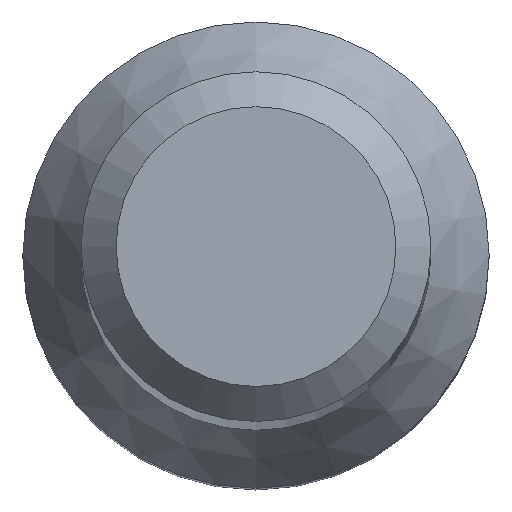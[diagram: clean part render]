
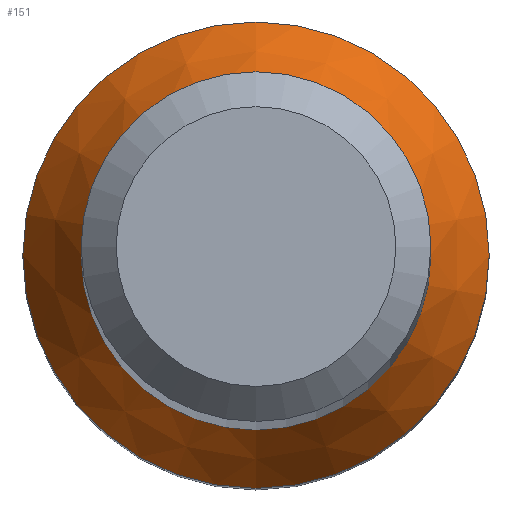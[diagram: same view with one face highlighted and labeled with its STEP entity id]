
A CAD part, top view. The second image highlights one B-rep face of the part: STEP entity #151.
In plain terms, the highlighted conical face has half-angle 30 degrees and reference radius 4 mm.
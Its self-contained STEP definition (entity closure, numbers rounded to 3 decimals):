
#3 = EDGE_LOOP ( 'NONE', ( #153 ) ) ;
#21 = DIRECTION ( 'NONE',  ( 0., 0., -1. ) ) ;
#24 = CARTESIAN_POINT ( 'NONE',  ( 0., 3., 17.992 ) ) ;
#25 = VERTEX_POINT ( 'NONE', #210 ) ;
#26 = CIRCLE ( 'NONE', #95, 4. ) ;
#43 = FACE_OUTER_BOUND ( 'NONE', #3, .T. ) ;
#60 = DIRECTION ( 'NONE',  ( 0., 1., 0. ) ) ;
#65 = EDGE_CURVE ( 'NONE', #137, #137, #193, .T. ) ;
#77 = CARTESIAN_POINT ( 'NONE',  ( 0., 0., 16.26 ) ) ;
#84 = EDGE_CURVE ( 'NONE', #25, #25, #26, .T. ) ;
#88 = AXIS2_PLACEMENT_3D ( 'NONE', #77, #111, #152 ) ;
#95 = AXIS2_PLACEMENT_3D ( 'NONE', #155, #168, #109 ) ;
#105 = ORIENTED_EDGE ( 'NONE', *, *, #65, .T. ) ;
#109 = DIRECTION ( 'NONE',  ( 0., 1., 0. ) ) ;
#111 = DIRECTION ( 'NONE',  ( 0., 0., -1. ) ) ;
#129 = CONICAL_SURFACE ( 'NONE', #88, 4., 0.524 ) ;
#132 = FACE_BOUND ( 'NONE', #240, .T. ) ;
#137 = VERTEX_POINT ( 'NONE', #24 ) ;
#151 = ADVANCED_FACE ( 'NONE', ( #132, #43 ), #129, .T. ) ;
#152 = DIRECTION ( 'NONE',  ( 0., 1., 0. ) ) ;
#153 = ORIENTED_EDGE ( 'NONE', *, *, #84, .F. ) ;
#155 = CARTESIAN_POINT ( 'NONE',  ( 0., 0., 16.26 ) ) ;
#168 = DIRECTION ( 'NONE',  ( 0., 0., -1. ) ) ;
#179 = AXIS2_PLACEMENT_3D ( 'NONE', #207, #21, #60 ) ;
#193 = CIRCLE ( 'NONE', #179, 3. ) ;
#207 = CARTESIAN_POINT ( 'NONE',  ( 0., 0., 17.992 ) ) ;
#210 = CARTESIAN_POINT ( 'NONE',  ( 0., 4., 16.26 ) ) ;
#240 = EDGE_LOOP ( 'NONE', ( #105 ) ) ;
